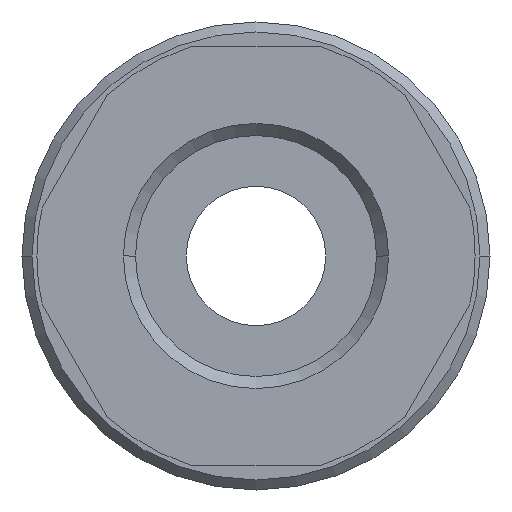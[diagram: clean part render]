
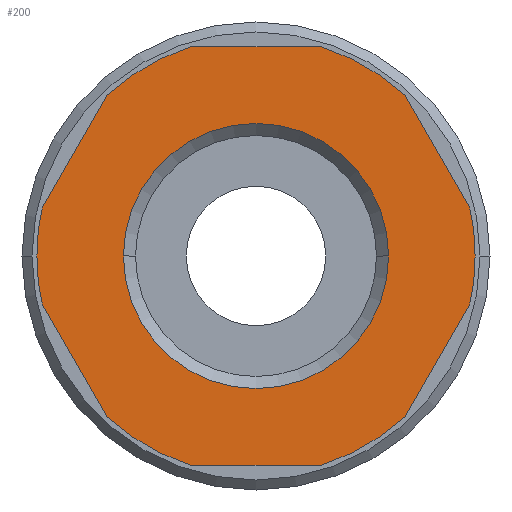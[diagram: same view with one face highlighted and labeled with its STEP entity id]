
A CAD part, front view. The second image highlights one B-rep face of the part: STEP entity #200.
In plain terms, the highlighted planar face has unit normal (0, -1, 0).
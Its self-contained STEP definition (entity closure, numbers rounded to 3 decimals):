
#200=ADVANCED_FACE('',(#441,#442),#443,.T.);
#441=FACE_BOUND('',#720,.T.);
#442=FACE_OUTER_BOUND('',#721,.T.);
#443=PLANE('',#722);
#720=EDGE_LOOP('',(#1219,#1220));
#721=EDGE_LOOP('',(#1221,#1222,#1223,#1224,#1225,#1226,#1227,#1228,#1229,#1230,#1231,#1232,#1233,#1234));
#722=AXIS2_PLACEMENT_3D('',#1235,#1236,#1237);
#1219=ORIENTED_EDGE('',*,*,#1729,.T.);
#1220=ORIENTED_EDGE('',*,*,#1596,.T.);
#1221=ORIENTED_EDGE('',*,*,#1775,.T.);
#1222=ORIENTED_EDGE('',*,*,#1620,.F.);
#1223=ORIENTED_EDGE('',*,*,#1623,.T.);
#1224=ORIENTED_EDGE('',*,*,#1628,.F.);
#1225=ORIENTED_EDGE('',*,*,#1683,.T.);
#1226=ORIENTED_EDGE('',*,*,#1776,.F.);
#1227=ORIENTED_EDGE('',*,*,#1777,.F.);
#1228=ORIENTED_EDGE('',*,*,#1636,.T.);
#1229=ORIENTED_EDGE('',*,*,#1778,.F.);
#1230=ORIENTED_EDGE('',*,*,#1779,.T.);
#1231=ORIENTED_EDGE('',*,*,#1601,.F.);
#1232=ORIENTED_EDGE('',*,*,#1780,.T.);
#1233=ORIENTED_EDGE('',*,*,#1781,.F.);
#1234=ORIENTED_EDGE('',*,*,#1702,.F.);
#1235=CARTESIAN_POINT('',(5.5,0.0,0.0));
#1236=DIRECTION('',(-0.0,-1.0,-0.0));
#1237=DIRECTION('',(-1.0,0.0,0.0));
#1596=EDGE_CURVE('',#1874,#1878,#1880,.T.);
#1601=EDGE_CURVE('',#1887,#1882,#1889,.T.);
#1620=EDGE_CURVE('',#1921,#1916,#1923,.T.);
#1623=EDGE_CURVE('',#1921,#1925,#1928,.T.);
#1628=EDGE_CURVE('',#1933,#1925,#1935,.T.);
#1636=EDGE_CURVE('',#1947,#1944,#1948,.T.);
#1683=EDGE_CURVE('',#1933,#2023,#2026,.T.);
#1702=EDGE_CURVE('',#2055,#2051,#2057,.T.);
#1729=EDGE_CURVE('',#1878,#1874,#2094,.T.);
#1775=EDGE_CURVE('',#2055,#1916,#2153,.T.);
#1776=EDGE_CURVE('',#2154,#2023,#2155,.T.);
#1777=EDGE_CURVE('',#1947,#2154,#2156,.T.);
#1778=EDGE_CURVE('',#2157,#1944,#2158,.T.);
#1779=EDGE_CURVE('',#2157,#1882,#2159,.T.);
#1780=EDGE_CURVE('',#1887,#2160,#2161,.T.);
#1781=EDGE_CURVE('',#2051,#2160,#2162,.T.);
#1874=VERTEX_POINT('',#2266);
#1878=VERTEX_POINT('',#2271);
#1880=CIRCLE('',#2274,6.655);
#1882=VERTEX_POINT('',#2276);
#1887=VERTEX_POINT('',#2282);
#1889=CIRCLE('',#2285,11.0);
#1916=VERTEX_POINT('',#2328);
#1921=VERTEX_POINT('',#2334);
#1923=CIRCLE('',#2337,11.0);
#1925=VERTEX_POINT('',#2339);
#1928=LINE('',#2343,#2344);
#1933=VERTEX_POINT('',#2350);
#1935=CIRCLE('',#2353,11.0);
#1944=VERTEX_POINT('',#2364);
#1947=VERTEX_POINT('',#2368);
#1948=LINE('',#2369,#2370);
#2023=VERTEX_POINT('',#2550);
#2026=LINE('',#2554,#2555);
#2051=VERTEX_POINT('',#2639);
#2055=VERTEX_POINT('',#2644);
#2057=CIRCLE('',#2647,11.0);
#2094=CIRCLE('',#2709,6.655);
#2153=LINE('',#2813,#2814);
#2154=VERTEX_POINT('',#2815);
#2155=CIRCLE('',#2816,11.0);
#2156=CIRCLE('',#2817,11.0);
#2157=VERTEX_POINT('',#2818);
#2158=CIRCLE('',#2819,11.0);
#2159=LINE('',#2820,#2821);
#2160=VERTEX_POINT('',#2822);
#2161=LINE('',#2823,#2824);
#2162=CIRCLE('',#2825,11.0);
#2266=CARTESIAN_POINT('',(6.655,0.0,0.));
#2271=CARTESIAN_POINT('',(-6.655,0.0,0.));
#2274=AXIS2_PLACEMENT_3D('',#3005,#3006,#3007);
#2276=CARTESIAN_POINT('',(-3.279,0.0,10.5));
#2282=CARTESIAN_POINT('',(-7.454,0.0,8.089));
#2285=AXIS2_PLACEMENT_3D('',#3013,#3014,#3015);
#2328=CARTESIAN_POINT('',(-7.454,0.0,-8.089));
#2334=CARTESIAN_POINT('',(-3.279,0.0,-10.5));
#2337=AXIS2_PLACEMENT_3D('',#3041,#3042,#3043);
#2339=CARTESIAN_POINT('',(3.279,0.0,-10.5));
#2343=CARTESIAN_POINT('',(2.75,0.0,-10.5));
#2344=VECTOR('',#3045,1.0);
#2350=CARTESIAN_POINT('',(7.454,0.0,-8.089));
#2353=AXIS2_PLACEMENT_3D('',#3051,#3052,#3053);
#2364=CARTESIAN_POINT('',(7.454,0.0,8.089));
#2368=CARTESIAN_POINT('',(10.733,0.0,2.411));
#2369=CARTESIAN_POINT('',(9.781,0.0,4.059));
#2370=VECTOR('',#3063,1.0);
#2550=CARTESIAN_POINT('',(10.733,0.0,-2.411));
#2554=CARTESIAN_POINT('',(9.781,0.0,-4.059));
#2555=VECTOR('',#3115,1.0);
#2639=CARTESIAN_POINT('',(-11.0,0.0,0.));
#2644=CARTESIAN_POINT('',(-10.733,0.0,-2.411));
#2647=AXIS2_PLACEMENT_3D('',#3131,#3132,#3133);
#2709=AXIS2_PLACEMENT_3D('',#3173,#3174,#3175);
#2813=CARTESIAN_POINT('',(-8.406,0.0,-6.441));
#2814=VECTOR('',#3239,1.0);
#2815=CARTESIAN_POINT('',(11.0,0.0,0.));
#2816=AXIS2_PLACEMENT_3D('',#3240,#3241,#3242);
#2817=AXIS2_PLACEMENT_3D('',#3243,#3244,#3245);
#2818=CARTESIAN_POINT('',(3.279,0.0,10.5));
#2819=AXIS2_PLACEMENT_3D('',#3246,#3247,#3248);
#2820=CARTESIAN_POINT('',(2.75,0.0,10.5));
#2821=VECTOR('',#3249,1.0);
#2822=CARTESIAN_POINT('',(-10.733,0.0,2.411));
#2823=CARTESIAN_POINT('',(-8.406,0.0,6.441));
#2824=VECTOR('',#3250,1.0);
#2825=AXIS2_PLACEMENT_3D('',#3251,#3252,#3253);
#3005=CARTESIAN_POINT('',(0.0,0.0,0.0));
#3006=DIRECTION('',(-0.0,1.0,0.0));
#3007=DIRECTION('',(1.0,0.0,0.0));
#3013=CARTESIAN_POINT('',(0.0,0.0,0.0));
#3014=DIRECTION('',(-0.0,1.0,0.0));
#3015=DIRECTION('',(1.0,0.0,0.0));
#3041=CARTESIAN_POINT('',(0.0,0.0,0.0));
#3042=DIRECTION('',(-0.0,1.0,0.0));
#3043=DIRECTION('',(1.0,0.0,0.0));
#3045=DIRECTION('',(1.0,-0.0,0.0));
#3051=CARTESIAN_POINT('',(0.0,0.0,0.0));
#3052=DIRECTION('',(-0.0,1.0,0.0));
#3053=DIRECTION('',(1.0,0.0,0.0));
#3063=DIRECTION('',(-0.5,0.0,0.866));
#3115=DIRECTION('',(0.5,-0.0,0.866));
#3131=CARTESIAN_POINT('',(0.0,0.0,0.0));
#3132=DIRECTION('',(-0.0,1.0,0.0));
#3133=DIRECTION('',(1.0,0.0,0.0));
#3173=CARTESIAN_POINT('',(0.0,0.0,0.0));
#3174=DIRECTION('',(-0.0,1.0,0.0));
#3175=DIRECTION('',(1.0,0.0,0.0));
#3239=DIRECTION('',(0.5,0.0,-0.866));
#3240=CARTESIAN_POINT('',(0.0,0.0,0.0));
#3241=DIRECTION('',(-0.0,1.0,0.0));
#3242=DIRECTION('',(1.0,0.0,0.0));
#3243=CARTESIAN_POINT('',(0.0,0.0,0.0));
#3244=DIRECTION('',(-0.0,1.0,0.0));
#3245=DIRECTION('',(1.0,0.0,0.0));
#3246=CARTESIAN_POINT('',(0.0,0.0,0.0));
#3247=DIRECTION('',(-0.0,1.0,0.0));
#3248=DIRECTION('',(1.0,0.0,0.0));
#3249=DIRECTION('',(-1.0,0.0,0.));
#3250=DIRECTION('',(-0.5,0.0,-0.866));
#3251=CARTESIAN_POINT('',(0.0,0.0,0.0));
#3252=DIRECTION('',(-0.0,1.0,0.0));
#3253=DIRECTION('',(1.0,0.0,0.0));
